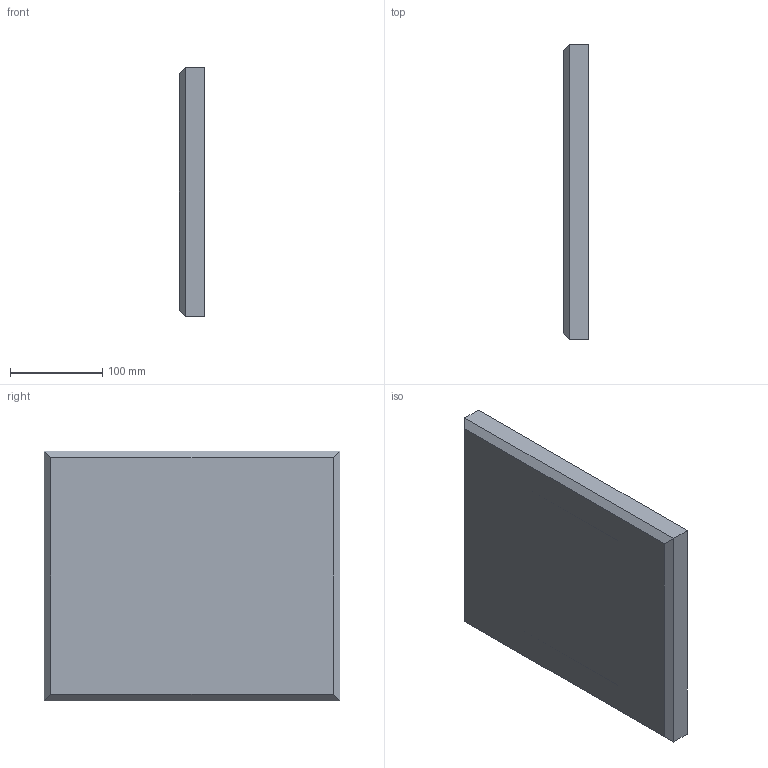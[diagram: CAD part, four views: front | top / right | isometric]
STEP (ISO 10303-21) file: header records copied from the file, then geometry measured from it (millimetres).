
FILE_DESCRIPTION(('FreeCAD Model'),'2;1');
FILE_NAME('Open CASCADE Shape Model','2021-09-26T15:00:36',('Author'),( ''),'Open CASCADE STEP processor 7.5','FreeCAD','Unknown');
FILE_SCHEMA(('AUTOMOTIVE_DESIGN { 1 0 10303 214 1 1 1 1 }'));
Length unit declared in the file: millimetre
Products named in the file (1): Bilderrahmen_27x32
Bounding box: 28 x 320 x 270 mm (x, y, z)
Volume: 562349.5 mm3; surface area: 218650.5 mm2
Topology: 1 solids, 1 shells, 52 faces, 112 edges, 64 vertices
Faces by surface type: cylinder 32, plane 20
Entity records: 3174 total; most frequent: CARTESIAN_POINT 1037, DIRECTION 342, ORIENTED_EDGE 224, PCURVE 224, DEFINITIONAL_REPRESENTATION 224, LINE 164, VECTOR 164, B_SPLINE_CURVE_WITH_KNOTS 136
